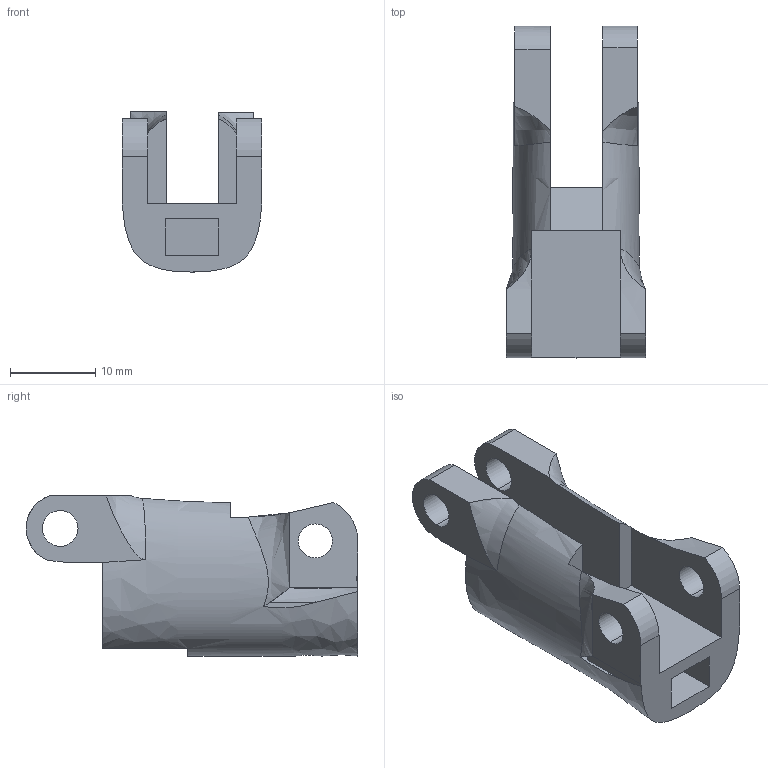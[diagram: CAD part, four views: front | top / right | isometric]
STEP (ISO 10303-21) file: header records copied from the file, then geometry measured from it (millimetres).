
FILE_DESCRIPTION((''),'2;1');
FILE_NAME('FINGER2','2021-01-12T14:47:18',('tbest'),(''),'CREO PARAMETRIC BY PTC INC, 2020342','CREO PARAMETRIC BY PTC INC, 2020342','');
FILE_SCHEMA(('CONFIG_CONTROL_DESIGN'));
Length unit declared in the file: millimetre
Products named in the file (1): FINGER2
Bounding box: 16.4 x 39 x 18.81 mm (x, y, z)
Surface area: 3467.9 mm2 (no closed solid volume)
Topology: 0 solids, 1 shells, 56 faces, 172 edges, 118 vertices
Faces by surface type: plane 30, cylinder 16, bspline 8, extrusion 2
Entity records: 5127 total; most frequent: CARTESIAN_POINT 3626, ORIENTED_EDGE 339, DIRECTION 246, EDGE_CURVE 172, VERTEX_POINT 118, VECTOR 84, LINE 82, AXIS2_PLACEMENT_3D 81
